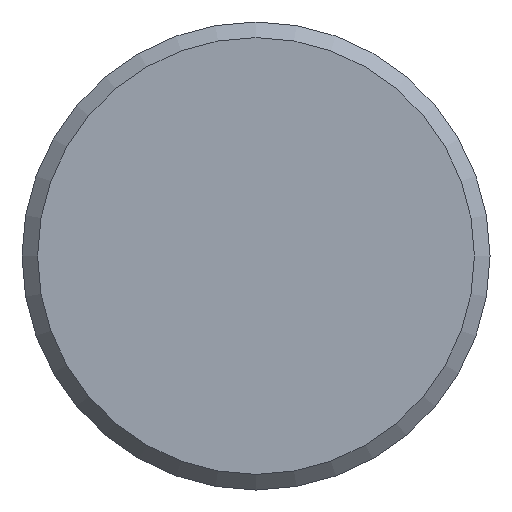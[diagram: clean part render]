
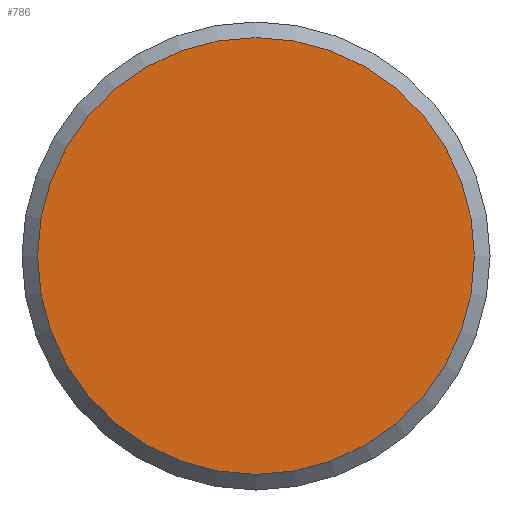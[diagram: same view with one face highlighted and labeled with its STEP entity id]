
A CAD part, front view. The second image highlights one B-rep face of the part: STEP entity #786.
In plain terms, the highlighted planar face has unit normal (0, -1, 0).
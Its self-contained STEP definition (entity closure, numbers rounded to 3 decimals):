
#39=PLANE('',#889);
#81=FACE_OUTER_BOUND('',#131,.T.);
#131=EDGE_LOOP('',(#651));
#176=CIRCLE('',#890,14.);
#345=VERTEX_POINT('',#8009);
#449=EDGE_CURVE('',#345,#345,#176,.T.);
#651=ORIENTED_EDGE('',*,*,#449,.T.);
#786=ADVANCED_FACE('',(#81),#39,.T.);
#889=AXIS2_PLACEMENT_3D('',#8008,#1083,#1084);
#890=AXIS2_PLACEMENT_3D('',#8010,#1085,#1086);
#1083=DIRECTION('center_axis',(0.,-1.,0.));
#1084=DIRECTION('ref_axis',(0.,0.,-1.));
#1085=DIRECTION('center_axis',(0.,-1.,0.));
#1086=DIRECTION('ref_axis',(1.,0.,0.));
#8008=CARTESIAN_POINT('Origin',(7.,-24.,0.));
#8009=CARTESIAN_POINT('',(-14.,-24.,0.));
#8010=CARTESIAN_POINT('Origin',(0.,-24.,0.));
